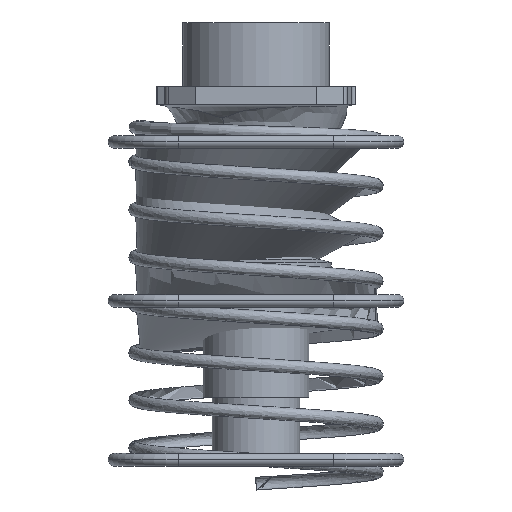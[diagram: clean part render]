
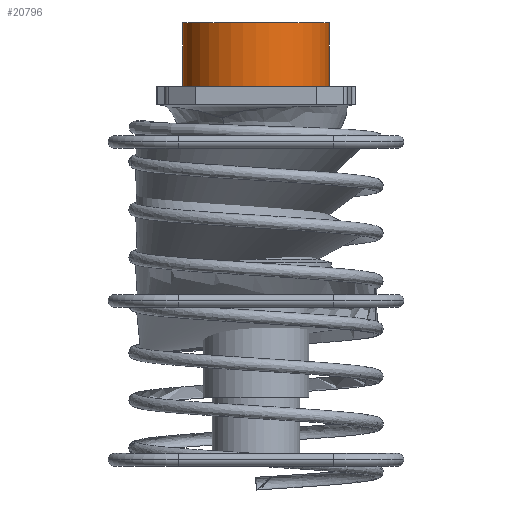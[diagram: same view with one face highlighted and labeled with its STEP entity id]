
A CAD part, front view. The second image highlights one B-rep face of the part: STEP entity #20796.
In plain terms, the highlighted cylindrical face has radius 92.5 mm (diameter 185 mm), a partial arc.
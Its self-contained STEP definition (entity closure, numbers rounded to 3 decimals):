
#97 = CARTESIAN_POINT ( 'NONE',  ( 92.5, 0., 57.254 ) ) ;
#2035 = VERTEX_POINT ( 'NONE', #30794 ) ;
#2634 = CIRCLE ( 'NONE', #14223, 92.5 ) ;
#2833 = DIRECTION ( 'NONE',  ( 1., 0., 0. ) ) ;
#2900 = DIRECTION ( 'NONE',  ( 0., 0., 1. ) ) ;
#2916 = CARTESIAN_POINT ( 'NONE',  ( 0., 0., 57.254 ) ) ;
#3936 = EDGE_CURVE ( 'NONE', #31014, #21643, #2634, .T. ) ;
#3954 = DIRECTION ( 'NONE',  ( 1., 0., 0. ) ) ;
#8623 = CARTESIAN_POINT ( 'NONE',  ( 0., 0., -22.746 ) ) ;
#8976 = CIRCLE ( 'NONE', #22352, 92.5 ) ;
#10975 = ORIENTED_EDGE ( 'NONE', *, *, #3936, .F. ) ;
#13483 = DIRECTION ( 'NONE',  ( 0., 0., 1. ) ) ;
#14220 = DIRECTION ( 'NONE',  ( 1., 0., 0. ) ) ;
#14223 = AXIS2_PLACEMENT_3D ( 'NONE', #2916, #2900, #2833 ) ;
#16423 = AXIS2_PLACEMENT_3D ( 'NONE', #31324, #36807, #3954 ) ;
#18726 = ORIENTED_EDGE ( 'NONE', *, *, #41927, .T. ) ;
#18761 = CARTESIAN_POINT ( 'NONE',  ( 92.5, 0., -22.746 ) ) ;
#20796 = ADVANCED_FACE ( 'NONE', ( #25713 ), #24014, .T. ) ;
#21643 = VERTEX_POINT ( 'NONE', #97 ) ;
#22352 = AXIS2_PLACEMENT_3D ( 'NONE', #8623, #46770, #14220 ) ;
#24014 = CYLINDRICAL_SURFACE ( 'NONE', #16423, 92.5 ) ;
#25713 = FACE_OUTER_BOUND ( 'NONE', #40159, .T. ) ;
#29651 = CARTESIAN_POINT ( 'NONE',  ( -92.5, 0., -22.746 ) ) ;
#30794 = CARTESIAN_POINT ( 'NONE',  ( -92.5, 0., -22.746 ) ) ;
#31014 = VERTEX_POINT ( 'NONE', #66409 ) ;
#31324 = CARTESIAN_POINT ( 'NONE',  ( 0., 0., -22.746 ) ) ;
#31393 = EDGE_CURVE ( 'NONE', #38189, #21643, #47684, .T. ) ;
#36807 = DIRECTION ( 'NONE',  ( 0., 0., 1. ) ) ;
#37045 = DIRECTION ( 'NONE',  ( 0., 0., 1. ) ) ;
#38189 = VERTEX_POINT ( 'NONE', #18761 ) ;
#40159 = EDGE_LOOP ( 'NONE', ( #45926, #18726, #65363, #10975 ) ) ;
#41927 = EDGE_CURVE ( 'NONE', #2035, #38189, #8976, .T. ) ;
#43264 = EDGE_CURVE ( 'NONE', #2035, #31014, #48167, .T. ) ;
#45926 = ORIENTED_EDGE ( 'NONE', *, *, #43264, .F. ) ;
#46770 = DIRECTION ( 'NONE',  ( 0., 0., 1. ) ) ;
#47684 = LINE ( 'NONE', #69456, #58689 ) ;
#48167 = LINE ( 'NONE', #29651, #54437 ) ;
#54437 = VECTOR ( 'NONE', #13483, 1000. ) ;
#58689 = VECTOR ( 'NONE', #37045, 1000. ) ;
#65363 = ORIENTED_EDGE ( 'NONE', *, *, #31393, .T. ) ;
#66409 = CARTESIAN_POINT ( 'NONE',  ( -92.5, 0., 57.254 ) ) ;
#69456 = CARTESIAN_POINT ( 'NONE',  ( 92.5, 0., -22.746 ) ) ;
